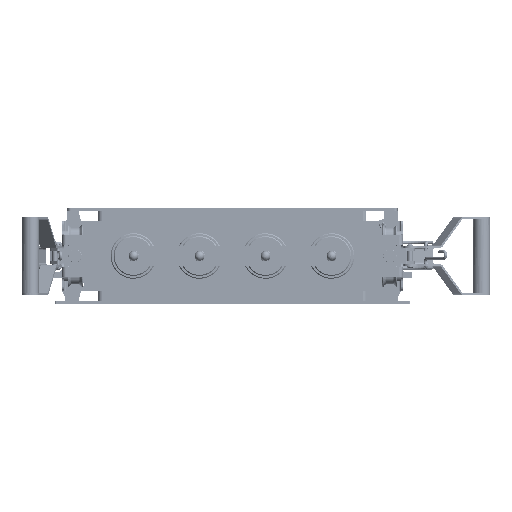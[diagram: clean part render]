
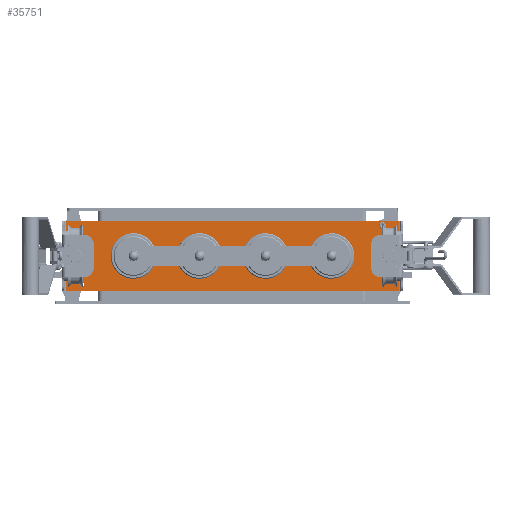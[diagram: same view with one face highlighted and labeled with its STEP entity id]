
A CAD part, front view. The second image highlights one B-rep face of the part: STEP entity #35751.
In plain terms, the highlighted planar face has unit normal (0, -1, 0).
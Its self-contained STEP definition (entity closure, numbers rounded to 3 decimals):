
#2038=FACE_BOUND('',#10303,.T.);
#2039=FACE_BOUND('',#10304,.T.);
#2040=FACE_BOUND('',#10305,.T.);
#2041=FACE_BOUND('',#10306,.T.);
#2042=FACE_BOUND('',#10307,.T.);
#2043=FACE_BOUND('',#10308,.T.);
#2044=FACE_BOUND('',#10309,.T.);
#2045=FACE_BOUND('',#10310,.T.);
#3731=CIRCLE('',#37252,5.);
#3942=CIRCLE('',#37699,3.4);
#4454=CIRCLE('',#38837,34.5);
#4513=CIRCLE('',#38971,34.5);
#4576=CIRCLE('',#39119,34.5);
#4626=CIRCLE('',#39234,17.);
#4637=CIRCLE('',#39254,17.);
#4771=CIRCLE('',#39530,3.4);
#4772=CIRCLE('',#39531,5.);
#4773=CIRCLE('',#39532,34.5);
#6873=FACE_OUTER_BOUND('',#10302,.T.);
#10302=EDGE_LOOP('',(#28331,#28332,#28333,#28334,#28335,#28336,#28337,#28338,
#28339,#28340,#28341,#28342));
#10303=EDGE_LOOP('',(#28343));
#10304=EDGE_LOOP('',(#28344));
#10305=EDGE_LOOP('',(#28345));
#10306=EDGE_LOOP('',(#28346));
#10307=EDGE_LOOP('',(#28347));
#10308=EDGE_LOOP('',(#28348));
#10309=EDGE_LOOP('',(#28349));
#10310=EDGE_LOOP('',(#28350));
#11233=LINE('',#52387,#13070);
#12206=LINE('',#64226,#14043);
#12216=LINE('',#64252,#14053);
#12225=LINE('',#64277,#14062);
#12236=LINE('',#64311,#14073);
#12245=LINE('',#64339,#14082);
#12255=LINE('',#64386,#14092);
#12261=LINE('',#64404,#14098);
#12267=LINE('',#64425,#14104);
#12289=LINE('',#64508,#14126);
#13070=VECTOR('',#42011,10.);
#14043=VECTOR('',#47238,10.);
#14053=VECTOR('',#47258,10.);
#14062=VECTOR('',#47283,10.);
#14073=VECTOR('',#47316,10.);
#14082=VECTOR('',#47345,10.);
#14092=VECTOR('',#47403,10.);
#14098=VECTOR('',#47425,10.);
#14104=VECTOR('',#47451,10.);
#14126=VECTOR('',#47527,10.);
#15296=VERTEX_POINT('',#52385);
#15297=VERTEX_POINT('',#52386);
#15419=VERTEX_POINT('',#53229);
#15750=VERTEX_POINT('',#54780);
#16766=VERTEX_POINT('',#59903);
#16865=VERTEX_POINT('',#61564);
#16980=VERTEX_POINT('',#63655);
#17046=VERTEX_POINT('',#64224);
#17047=VERTEX_POINT('',#64225);
#17055=VERTEX_POINT('',#64243);
#17056=VERTEX_POINT('',#64245);
#17058=VERTEX_POINT('',#64251);
#17066=VERTEX_POINT('',#64276);
#17075=VERTEX_POINT('',#64302);
#17077=VERTEX_POINT('',#64306);
#17078=VERTEX_POINT('',#64310);
#17087=VERTEX_POINT('',#64338);
#17291=VERTEX_POINT('',#65123);
#17292=VERTEX_POINT('',#65125);
#17293=VERTEX_POINT('',#65127);
#18485=EDGE_CURVE('',#15296,#15297,#11233,.T.);
#18650=EDGE_CURVE('',#15419,#15419,#3731,.T.);
#19085=EDGE_CURVE('',#15750,#15750,#3942,.T.);
#20469=EDGE_CURVE('',#16766,#16766,#4454,.T.);
#20584=EDGE_CURVE('',#16865,#16865,#4513,.T.);
#20715=EDGE_CURVE('',#16980,#16980,#4576,.T.);
#20798=EDGE_CURVE('',#17046,#17047,#12206,.T.);
#20808=EDGE_CURVE('',#17055,#17056,#4626,.T.);
#20811=EDGE_CURVE('',#17058,#17055,#12216,.T.);
#20824=EDGE_CURVE('',#17056,#17066,#12225,.T.);
#20840=EDGE_CURVE('',#17075,#17077,#4637,.T.);
#20841=EDGE_CURVE('',#17078,#17075,#12236,.T.);
#20855=EDGE_CURVE('',#17077,#17087,#12245,.T.);
#20874=EDGE_CURVE('',#17058,#15297,#12255,.T.);
#20884=EDGE_CURVE('',#17047,#17066,#12261,.T.);
#20895=EDGE_CURVE('',#15296,#17078,#12267,.T.);
#20938=EDGE_CURVE('',#17087,#17046,#12289,.T.);
#21188=EDGE_CURVE('',#17291,#17291,#4771,.T.);
#21189=EDGE_CURVE('',#17292,#17292,#4772,.T.);
#21190=EDGE_CURVE('',#17293,#17293,#4773,.T.);
#28331=ORIENTED_EDGE('',*,*,#20855,.T.);
#28332=ORIENTED_EDGE('',*,*,#20938,.T.);
#28333=ORIENTED_EDGE('',*,*,#20798,.T.);
#28334=ORIENTED_EDGE('',*,*,#20884,.T.);
#28335=ORIENTED_EDGE('',*,*,#20824,.F.);
#28336=ORIENTED_EDGE('',*,*,#20808,.F.);
#28337=ORIENTED_EDGE('',*,*,#20811,.F.);
#28338=ORIENTED_EDGE('',*,*,#20874,.T.);
#28339=ORIENTED_EDGE('',*,*,#18485,.F.);
#28340=ORIENTED_EDGE('',*,*,#20895,.T.);
#28341=ORIENTED_EDGE('',*,*,#20841,.T.);
#28342=ORIENTED_EDGE('',*,*,#20840,.T.);
#28343=ORIENTED_EDGE('',*,*,#20715,.F.);
#28344=ORIENTED_EDGE('',*,*,#20584,.F.);
#28345=ORIENTED_EDGE('',*,*,#20469,.F.);
#28346=ORIENTED_EDGE('',*,*,#19085,.F.);
#28347=ORIENTED_EDGE('',*,*,#21188,.F.);
#28348=ORIENTED_EDGE('',*,*,#18650,.T.);
#28349=ORIENTED_EDGE('',*,*,#21189,.T.);
#28350=ORIENTED_EDGE('',*,*,#21190,.T.);
#31555=PLANE('',#39529);
#35751=ADVANCED_FACE('',(#6873,#2038,#2039,#2040,#2041,#2042,#2043,#2044,
#2045),#31555,.T.);
#37252=AXIS2_PLACEMENT_3D('',#53230,#42363,#42364);
#37699=AXIS2_PLACEMENT_3D('',#54781,#43450,#43451);
#38837=AXIS2_PLACEMENT_3D('',#59904,#46422,#46423);
#38971=AXIS2_PLACEMENT_3D('',#61565,#46698,#46699);
#39119=AXIS2_PLACEMENT_3D('',#63656,#47002,#47003);
#39234=AXIS2_PLACEMENT_3D('',#64246,#47251,#47252);
#39254=AXIS2_PLACEMENT_3D('',#64308,#47312,#47313);
#39529=AXIS2_PLACEMENT_3D('',#65122,#48068,#48069);
#39530=AXIS2_PLACEMENT_3D('',#65124,#48070,#48071);
#39531=AXIS2_PLACEMENT_3D('',#65126,#48072,#48073);
#39532=AXIS2_PLACEMENT_3D('',#65128,#48074,#48075);
#42011=DIRECTION('',(1.,0.,0.));
#42363=DIRECTION('center_axis',(0.,1.,0.));
#42364=DIRECTION('ref_axis',(-1.,0.,0.));
#43450=DIRECTION('center_axis',(0.,-1.,0.));
#43451=DIRECTION('ref_axis',(0.997,0.,-0.073));
#46422=DIRECTION('center_axis',(0.,-1.,0.));
#46423=DIRECTION('ref_axis',(0.368,0.,0.93));
#46698=DIRECTION('center_axis',(0.,-1.,0.));
#46699=DIRECTION('ref_axis',(-0.037,0.,0.999));
#47002=DIRECTION('center_axis',(0.,-1.,0.));
#47003=DIRECTION('ref_axis',(0.283,0.,0.959));
#47238=DIRECTION('',(1.,0.,0.));
#47251=DIRECTION('center_axis',(0.,-1.,0.));
#47252=DIRECTION('ref_axis',(0.,0.,
-1.));
#47258=DIRECTION('',(-1.,0.,0.));
#47283=DIRECTION('',(1.,0.,0.));
#47312=DIRECTION('center_axis',(0.,1.,0.));
#47313=DIRECTION('ref_axis',(0.,0.,
-1.));
#47316=DIRECTION('',(1.,0.,0.));
#47345=DIRECTION('',(-1.,0.,0.));
#47403=DIRECTION('',(0.,0.,1.));
#47425=DIRECTION('',(0.,0.,1.));
#47451=DIRECTION('',(0.,0.,-1.));
#47527=DIRECTION('',(0.,0.,-1.));
#48068=DIRECTION('center_axis',(0.,-1.,0.));
#48069=DIRECTION('ref_axis',(1.,0.,0.));
#48070=DIRECTION('center_axis',(0.,-1.,0.));
#48071=DIRECTION('ref_axis',(1.,0.,0.));
#48072=DIRECTION('center_axis',(0.,1.,0.));
#48073=DIRECTION('ref_axis',(-1.,0.,0.));
#48074=DIRECTION('center_axis',(0.,1.,0.));
#48075=DIRECTION('ref_axis',(-0.999,0.,-0.037));
#52385=CARTESIAN_POINT('',(-252.,-218.,-19.));
#52386=CARTESIAN_POINT('',(252.,-218.,-19.));
#52387=CARTESIAN_POINT('',(255.,-218.,-19.));
#53229=CARTESIAN_POINT('',(232.5,-218.,-26.));
#53230=CARTESIAN_POINT('Origin',(227.5,-218.,-26.));
#54780=CARTESIAN_POINT('',(-231.391,-218.,-115.251));
#54781=CARTESIAN_POINT('Origin',(-228.,-218.,-115.5));
#59903=CARTESIAN_POINT('',(17.924,-218.,-59.796));
#59904=CARTESIAN_POINT('Origin',(50.,-218.,-72.5));
#61564=CARTESIAN_POINT('',(115.524,-218.,-73.788));
#61565=CARTESIAN_POINT('Origin',(150.,-218.,-72.5));
#63655=CARTESIAN_POINT('',(-183.09,-218.,-62.739));
#63656=CARTESIAN_POINT('Origin',(-150.,-218.,-72.5));
#64224=CARTESIAN_POINT('',(-252.,-218.,-125.));
#64225=CARTESIAN_POINT('',(252.,-218.,-125.));
#64226=CARTESIAN_POINT('',(0.,-218.,-125.));
#64243=CARTESIAN_POINT('',(238.,-218.,-55.5));
#64245=CARTESIAN_POINT('',(238.,-218.,-89.5));
#64246=CARTESIAN_POINT('Origin',(238.,-218.,-72.5));
#64251=CARTESIAN_POINT('',(252.,-218.,-55.5));
#64252=CARTESIAN_POINT('',(238.,-218.,-55.5));
#64276=CARTESIAN_POINT('',(252.,-218.,-89.5));
#64277=CARTESIAN_POINT('',(255.,-218.,-89.5));
#64302=CARTESIAN_POINT('',(-238.,-218.,-55.5));
#64306=CARTESIAN_POINT('',(-238.,-218.,-89.5));
#64308=CARTESIAN_POINT('Origin',(-238.,-218.,-72.5));
#64310=CARTESIAN_POINT('',(-252.,-218.,-55.5));
#64311=CARTESIAN_POINT('',(-238.,-218.,-55.5));
#64338=CARTESIAN_POINT('',(-252.,-218.,-89.5));
#64339=CARTESIAN_POINT('',(-255.,-218.,-89.5));
#64386=CARTESIAN_POINT('',(252.,-218.,-45.517));
#64404=CARTESIAN_POINT('',(252.,-218.,-80.767));
#64425=CARTESIAN_POINT('',(-252.,-218.,-45.517));
#64508=CARTESIAN_POINT('',(-252.,-218.,-80.767));
#65122=CARTESIAN_POINT('Origin',(134.066,-218.,-72.034));
#65123=CARTESIAN_POINT('',(-231.4,-218.,-95.5));
#65124=CARTESIAN_POINT('Origin',(-228.,-218.,-95.5));
#65125=CARTESIAN_POINT('',(219.5,-218.,-64.));
#65126=CARTESIAN_POINT('Origin',(214.5,-218.,-64.));
#65127=CARTESIAN_POINT('',(-15.5,-218.,-72.5));
#65128=CARTESIAN_POINT('Origin',(-50.,-218.,-72.5));
